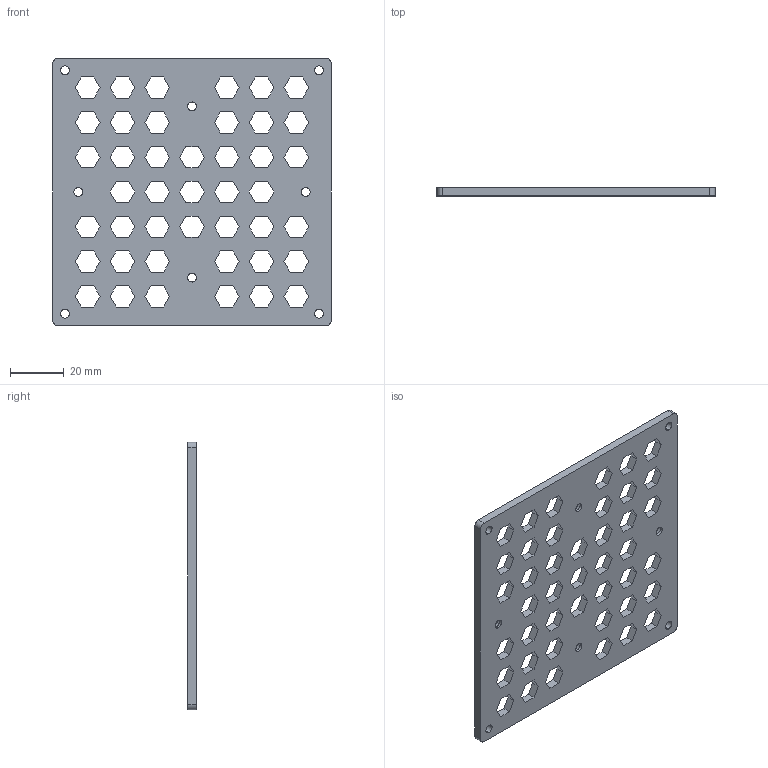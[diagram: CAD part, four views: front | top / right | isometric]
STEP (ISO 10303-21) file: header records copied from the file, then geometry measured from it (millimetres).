
FILE_DESCRIPTION (( 'STEP AP203' ), '1' );
FILE_NAME ('階啣.STEP', '2022-03-21T03:35:40', ( '攣夔' ), ( '' ), 'SwSTEP 2.0', 'SolidWorks 2019', '' );
FILE_SCHEMA (( 'CONFIG_CONTROL_DESIGN' ));
Length unit declared in the file: millimetre
Products named in the file (1): 階啣
Bounding box: 104 x 3 x 100 mm (x, y, z)
Volume: 23676.8 mm3; surface area: 20995 mm2
Topology: 1 solids, 1 shells, 296 faces, 870 edges, 580 vertices
Faces by surface type: plane 268, cylinder 28
Entity records: 9971 total; most frequent: CARTESIAN_POINT 1747, ORIENTED_EDGE 1740, DIRECTION 1520, EDGE_CURVE 870, LINE 814, VECTOR 814, VERTEX_POINT 580, EDGE_LOOP 402
